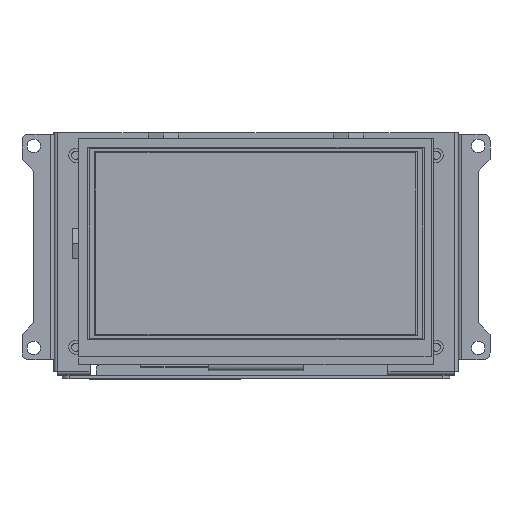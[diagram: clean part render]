
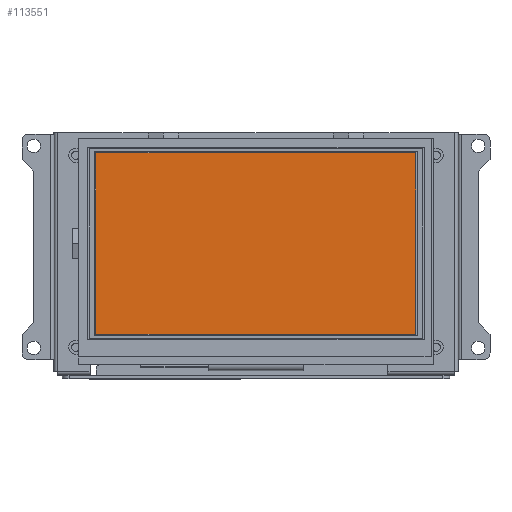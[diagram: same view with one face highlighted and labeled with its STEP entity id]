
A CAD part, top view. The second image highlights one B-rep face of the part: STEP entity #113551.
In plain terms, the highlighted planar face has unit normal (0, 0, 1).
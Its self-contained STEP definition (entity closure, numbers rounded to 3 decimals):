
#3500=FACE_OUTER_BOUND('',#9625,.T.);
#9625=EDGE_LOOP('',(#74570,#74571,#74572,#74573));
#18108=LINE('',#156671,#32064);
#18109=LINE('',#156673,#32065);
#18110=LINE('',#156675,#32066);
#18111=LINE('',#156676,#32067);
#32064=VECTOR('',#127443,10.);
#32065=VECTOR('',#127444,10.);
#32066=VECTOR('',#127445,10.);
#32067=VECTOR('',#127446,10.);
#46047=VERTEX_POINT('',#156669);
#46048=VERTEX_POINT('',#156670);
#46049=VERTEX_POINT('',#156672);
#46050=VERTEX_POINT('',#156674);
#57318=EDGE_CURVE('',#46047,#46048,#18108,.T.);
#57319=EDGE_CURVE('',#46048,#46049,#18109,.T.);
#57320=EDGE_CURVE('',#46049,#46050,#18110,.T.);
#57321=EDGE_CURVE('',#46050,#46047,#18111,.T.);
#74570=ORIENTED_EDGE('',*,*,#57318,.T.);
#74571=ORIENTED_EDGE('',*,*,#57319,.T.);
#74572=ORIENTED_EDGE('',*,*,#57320,.T.);
#74573=ORIENTED_EDGE('',*,*,#57321,.T.);
#108941=PLANE('',#119722);
#113551=ADVANCED_FACE('',(#3500),#108941,.T.);
#119722=AXIS2_PLACEMENT_3D('',#156668,#127441,#127442);
#127441=DIRECTION('center_axis',(0.,0.,1.));
#127442=DIRECTION('ref_axis',(1.,0.,0.));
#127443=DIRECTION('',(0.,1.,0.));
#127444=DIRECTION('',(-1.,0.,0.));
#127445=DIRECTION('',(0.,-1.,0.));
#127446=DIRECTION('',(1.,0.,0.));
#156668=CARTESIAN_POINT('Origin',(-0.05,-2.4,
4.06));
#156669=CARTESIAN_POINT('',(47.47,-26.956,4.06));
#156670=CARTESIAN_POINT('',(47.47,26.9,4.06));
#156671=CARTESIAN_POINT('',(47.47,-14.678,4.06));
#156672=CARTESIAN_POINT('',(-47.57,26.9,4.06));
#156673=CARTESIAN_POINT('',(23.71,26.9,4.06));
#156674=CARTESIAN_POINT('',(-47.57,-26.956,4.06));
#156675=CARTESIAN_POINT('',(-47.57,12.25,4.06));
#156676=CARTESIAN_POINT('',(-23.81,-26.956,4.06));
